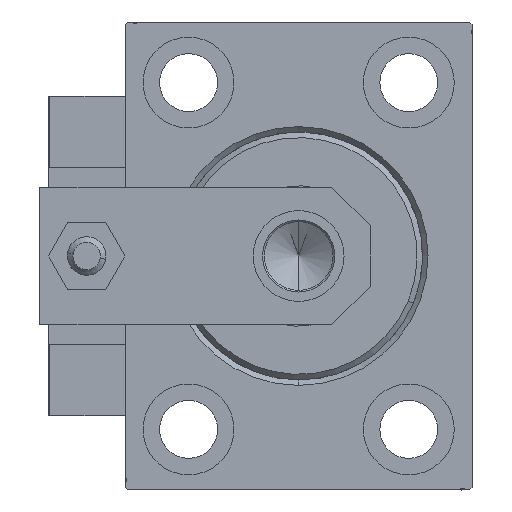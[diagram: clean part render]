
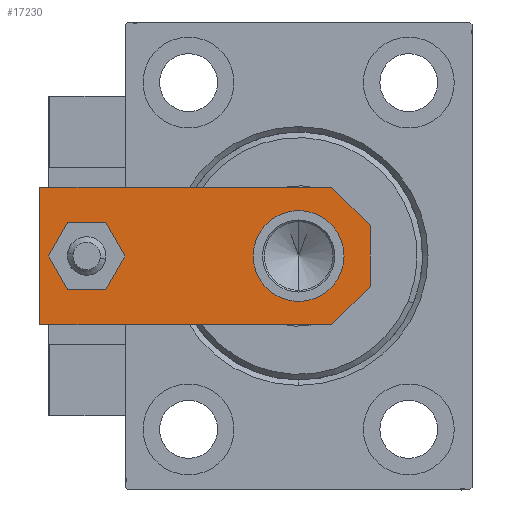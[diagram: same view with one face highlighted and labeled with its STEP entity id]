
A CAD part, left-side view. The second image highlights one B-rep face of the part: STEP entity #17230.
In plain terms, the highlighted face is planar.
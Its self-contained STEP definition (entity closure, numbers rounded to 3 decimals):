
#794 = EDGE_LOOP ( 'NONE', ( #15775, #9893 ) ) ;
#806 = ORIENTED_EDGE ( 'NONE', *, *, #27779, .T. ) ;
#1282 = EDGE_CURVE ( 'NONE', #24203, #11329, #38769, .T. ) ;
#1468 = EDGE_CURVE ( 'NONE', #21768, #47496, #28890, .T. ) ;
#2815 = DIRECTION ( 'NONE',  ( 0., 0., 1. ) ) ;
#2992 = AXIS2_PLACEMENT_3D ( 'NONE', #23077, #15976, #38527 ) ;
#3181 = EDGE_CURVE ( 'NONE', #24005, #14064, #16630, .T. ) ;
#5220 = EDGE_CURVE ( 'NONE', #39924, #21768, #15155, .T. ) ;
#5527 = DIRECTION ( 'NONE',  ( 0., 1., 0. ) ) ;
#6906 = VECTOR ( 'NONE', #10647, 1000. ) ;
#7311 = EDGE_CURVE ( 'NONE', #40951, #24203, #24053, .T. ) ;
#7338 = CARTESIAN_POINT ( 'NONE',  ( 12.5, 60., 6. ) ) ;
#7547 = CARTESIAN_POINT ( 'NONE',  ( -2.75, -2.75, 6. ) ) ;
#7835 = AXIS2_PLACEMENT_3D ( 'NONE', #29846, #46031, #11348 ) ;
#8562 = EDGE_CURVE ( 'NONE', #14064, #24005, #10265, .T. ) ;
#9051 = CARTESIAN_POINT ( 'NONE',  ( -4., 51.5, 6. ) ) ;
#9893 = ORIENTED_EDGE ( 'NONE', *, *, #8562, .F. ) ;
#10265 = CIRCLE ( 'NONE', #29665, 4. ) ;
#10322 = CARTESIAN_POINT ( 'NONE',  ( 8.25, 13., 6. ) ) ;
#10647 = DIRECTION ( 'NONE',  ( 0., -1., 0. ) ) ;
#11329 = VERTEX_POINT ( 'NONE', #40269 ) ;
#11348 = DIRECTION ( 'NONE',  ( 1., 0., 0. ) ) ;
#11653 = EDGE_CURVE ( 'NONE', #47496, #40951, #26538, .T. ) ;
#11787 = DIRECTION ( 'NONE',  ( 0., 0., 1. ) ) ;
#11945 = FACE_BOUND ( 'NONE', #24961, .T. ) ;
#13351 = VECTOR ( 'NONE', #42090, 1000. ) ;
#13713 = VECTOR ( 'NONE', #5527, 1000. ) ;
#14064 = VERTEX_POINT ( 'NONE', #38833 ) ;
#14370 = VECTOR ( 'NONE', #27101, 1000. ) ;
#14667 = ORIENTED_EDGE ( 'NONE', *, *, #1282, .T. ) ;
#15155 = LINE ( 'NONE', #7338, #25617 ) ;
#15225 = CARTESIAN_POINT ( 'NONE',  ( 2.75, -2.75, 6. ) ) ;
#15775 = ORIENTED_EDGE ( 'NONE', *, *, #3181, .F. ) ;
#15976 = DIRECTION ( 'NONE',  ( 0., 0., 1. ) ) ;
#16277 = EDGE_CURVE ( 'NONE', #45348, #33809, #39348, .T. ) ;
#16630 = CIRCLE ( 'NONE', #32011, 4. ) ;
#16697 = CARTESIAN_POINT ( 'NONE',  ( -12.5, 0., 6. ) ) ;
#16830 = EDGE_CURVE ( 'NONE', #33809, #45348, #47443, .T. ) ;
#17230 = ADVANCED_FACE ( 'NONE', ( #19041, #46623, #11945 ), #42343, .T. ) ;
#17309 = ORIENTED_EDGE ( 'NONE', *, *, #11653, .T. ) ;
#19041 = FACE_BOUND ( 'NONE', #794, .T. ) ;
#19083 = ORIENTED_EDGE ( 'NONE', *, *, #16277, .F. ) ;
#19375 = CARTESIAN_POINT ( 'NONE',  ( 0., 51.5, 6. ) ) ;
#19883 = DIRECTION ( 'NONE',  ( 0., 0., 1. ) ) ;
#21768 = VERTEX_POINT ( 'NONE', #22217 ) ;
#22217 = CARTESIAN_POINT ( 'NONE',  ( -12.5, 60., 6. ) ) ;
#23077 = CARTESIAN_POINT ( 'NONE',  ( 0., 0., 6. ) ) ;
#23483 = EDGE_LOOP ( 'NONE', ( #30524, #17309, #48352, #14667, #806, #25831 ) ) ;
#23605 = CARTESIAN_POINT ( 'NONE',  ( 12.5, 60., 6. ) ) ;
#24005 = VERTEX_POINT ( 'NONE', #9051 ) ;
#24053 = LINE ( 'NONE', #16697, #14370 ) ;
#24203 = VERTEX_POINT ( 'NONE', #28538 ) ;
#24961 = EDGE_LOOP ( 'NONE', ( #19083, #41889 ) ) ;
#25552 = CARTESIAN_POINT ( 'NONE',  ( -12.5, 7., 6. ) ) ;
#25617 = VECTOR ( 'NONE', #46059, 1000. ) ;
#25831 = ORIENTED_EDGE ( 'NONE', *, *, #5220, .T. ) ;
#26538 = LINE ( 'NONE', #7547, #41087 ) ;
#27101 = DIRECTION ( 'NONE',  ( 1., 0., 0. ) ) ;
#27779 = EDGE_CURVE ( 'NONE', #11329, #39924, #44007, .T. ) ;
#28538 = CARTESIAN_POINT ( 'NONE',  ( 5.5, 0., 6. ) ) ;
#28890 = LINE ( 'NONE', #40791, #6906 ) ;
#29665 = AXIS2_PLACEMENT_3D ( 'NONE', #19375, #11787, #38374 ) ;
#29846 = CARTESIAN_POINT ( 'NONE',  ( 0., 13., 6. ) ) ;
#29999 = CARTESIAN_POINT ( 'NONE',  ( -8.25, 13., 6. ) ) ;
#30524 = ORIENTED_EDGE ( 'NONE', *, *, #1468, .T. ) ;
#32011 = AXIS2_PLACEMENT_3D ( 'NONE', #38378, #19883, #42182 ) ;
#33809 = VERTEX_POINT ( 'NONE', #10322 ) ;
#34874 = DIRECTION ( 'NONE',  ( 0.707, -0.707, 0. ) ) ;
#37516 = CARTESIAN_POINT ( 'NONE',  ( 0., 13., 6. ) ) ;
#38374 = DIRECTION ( 'NONE',  ( 1., 0., 0. ) ) ;
#38378 = CARTESIAN_POINT ( 'NONE',  ( 0., 51.5, 6. ) ) ;
#38527 = DIRECTION ( 'NONE',  ( 1., 0., 0. ) ) ;
#38769 = LINE ( 'NONE', #15225, #13351 ) ;
#38833 = CARTESIAN_POINT ( 'NONE',  ( 4., 51.5, 6. ) ) ;
#39348 = CIRCLE ( 'NONE', #40983, 8.25 ) ;
#39924 = VERTEX_POINT ( 'NONE', #23605 ) ;
#40269 = CARTESIAN_POINT ( 'NONE',  ( 12.5, 7., 6. ) ) ;
#40791 = CARTESIAN_POINT ( 'NONE',  ( -12.5, 60., 6. ) ) ;
#40951 = VERTEX_POINT ( 'NONE', #48983 ) ;
#40983 = AXIS2_PLACEMENT_3D ( 'NONE', #37516, #2815, #47448 ) ;
#41087 = VECTOR ( 'NONE', #34874, 1000. ) ;
#41889 = ORIENTED_EDGE ( 'NONE', *, *, #16830, .F. ) ;
#42090 = DIRECTION ( 'NONE',  ( 0.707, 0.707, 0. ) ) ;
#42182 = DIRECTION ( 'NONE',  ( 1., 0., 0. ) ) ;
#42343 = PLANE ( 'NONE',  #2992 ) ;
#44007 = LINE ( 'NONE', #48559, #13713 ) ;
#45348 = VERTEX_POINT ( 'NONE', #29999 ) ;
#46031 = DIRECTION ( 'NONE',  ( 0., 0., 1. ) ) ;
#46059 = DIRECTION ( 'NONE',  ( -1., 0., 0. ) ) ;
#46623 = FACE_OUTER_BOUND ( 'NONE', #23483, .T. ) ;
#47443 = CIRCLE ( 'NONE', #7835, 8.25 ) ;
#47448 = DIRECTION ( 'NONE',  ( 1., 0., 0. ) ) ;
#47496 = VERTEX_POINT ( 'NONE', #25552 ) ;
#48352 = ORIENTED_EDGE ( 'NONE', *, *, #7311, .T. ) ;
#48559 = CARTESIAN_POINT ( 'NONE',  ( 12.5, 0., 6. ) ) ;
#48983 = CARTESIAN_POINT ( 'NONE',  ( -5.5, 0., 6. ) ) ;
